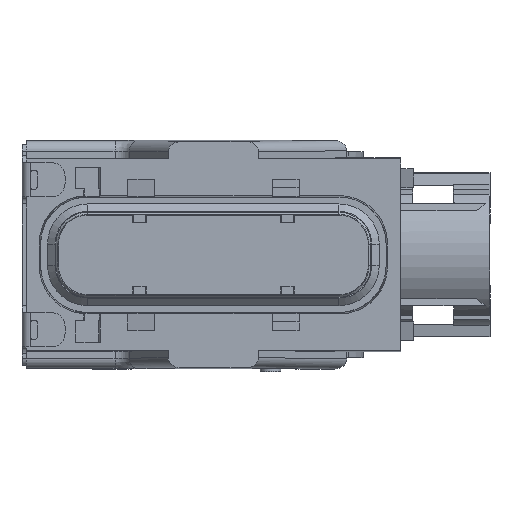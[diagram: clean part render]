
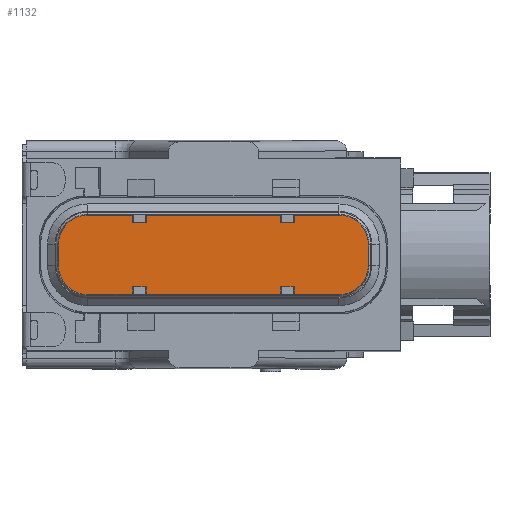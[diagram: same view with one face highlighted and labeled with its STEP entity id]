
A CAD part, front view. The second image highlights one B-rep face of the part: STEP entity #1132.
In plain terms, the highlighted planar face has unit normal (0, -1, 0).
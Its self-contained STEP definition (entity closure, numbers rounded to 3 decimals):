
#672=ELLIPSE('',#12145,4.2,4.2);
#673=ELLIPSE('',#12146,4.2,4.2);
#674=ELLIPSE('',#12147,4.2,4.2);
#675=ELLIPSE('',#12148,4.2,4.2);
#1132=ADVANCED_FACE('',(#2087),#1606,.F.);
#1606=PLANE('',#12149);
#2087=FACE_OUTER_BOUND('',#2667,.T.);
#2667=EDGE_LOOP('',(#5492,#5493,#5494,#5495,#5496,#5497,#5498,#5499,#5500,
#5501,#5502,#5503,#5504,#5505,#5506,#5507,#5508,#5509,#5510,#5511,#5512,
#5513,#5514,#5515));
#5492=ORIENTED_EDGE('',*,*,#8698,.F.);
#5493=ORIENTED_EDGE('',*,*,#8682,.F.);
#5494=ORIENTED_EDGE('',*,*,#8666,.F.);
#5495=ORIENTED_EDGE('',*,*,#8674,.F.);
#5496=ORIENTED_EDGE('',*,*,#8699,.F.);
#5497=ORIENTED_EDGE('',*,*,#8676,.F.);
#5498=ORIENTED_EDGE('',*,*,#8662,.F.);
#5499=ORIENTED_EDGE('',*,*,#8681,.F.);
#5500=ORIENTED_EDGE('',*,*,#8700,.T.);
#5501=ORIENTED_EDGE('',*,*,#8701,.T.);
#5502=ORIENTED_EDGE('',*,*,#8702,.T.);
#5503=ORIENTED_EDGE('',*,*,#8703,.F.);
#5504=ORIENTED_EDGE('',*,*,#8704,.T.);
#5505=ORIENTED_EDGE('',*,*,#8696,.F.);
#5506=ORIENTED_EDGE('',*,*,#8658,.F.);
#5507=ORIENTED_EDGE('',*,*,#8688,.F.);
#5508=ORIENTED_EDGE('',*,*,#8705,.F.);
#5509=ORIENTED_EDGE('',*,*,#8690,.F.);
#5510=ORIENTED_EDGE('',*,*,#8654,.F.);
#5511=ORIENTED_EDGE('',*,*,#8695,.F.);
#5512=ORIENTED_EDGE('',*,*,#8706,.F.);
#5513=ORIENTED_EDGE('',*,*,#8707,.T.);
#5514=ORIENTED_EDGE('',*,*,#8708,.T.);
#5515=ORIENTED_EDGE('',*,*,#8709,.F.);
#7109=VERTEX_POINT('',#18672);
#7110=VERTEX_POINT('',#18673);
#7113=VERTEX_POINT('',#18681);
#7114=VERTEX_POINT('',#18682);
#7117=VERTEX_POINT('',#18690);
#7118=VERTEX_POINT('',#18691);
#7121=VERTEX_POINT('',#18699);
#7122=VERTEX_POINT('',#18700);
#7127=VERTEX_POINT('',#18714);
#7129=VERTEX_POINT('',#18720);
#7131=VERTEX_POINT('',#18728);
#7132=VERTEX_POINT('',#18732);
#7135=VERTEX_POINT('',#18742);
#7137=VERTEX_POINT('',#18748);
#7139=VERTEX_POINT('',#18756);
#7140=VERTEX_POINT('',#18760);
#7141=VERTEX_POINT('',#18764);
#7142=VERTEX_POINT('',#18767);
#7143=VERTEX_POINT('',#18769);
#7144=VERTEX_POINT('',#18771);
#7145=VERTEX_POINT('',#18773);
#7146=VERTEX_POINT('',#18777);
#7147=VERTEX_POINT('',#18779);
#7148=VERTEX_POINT('',#18781);
#8654=EDGE_CURVE('',#7109,#7110,#9977,.T.);
#8658=EDGE_CURVE('',#7113,#7114,#9981,.T.);
#8662=EDGE_CURVE('',#7117,#7118,#9985,.T.);
#8666=EDGE_CURVE('',#7121,#7122,#9989,.T.);
#8674=EDGE_CURVE('',#7127,#7121,#9997,.T.);
#8676=EDGE_CURVE('',#7118,#7129,#9999,.T.);
#8681=EDGE_CURVE('',#7131,#7117,#10004,.T.);
#8682=EDGE_CURVE('',#7122,#7132,#10005,.T.);
#8688=EDGE_CURVE('',#7135,#7113,#10011,.T.);
#8690=EDGE_CURVE('',#7110,#7137,#10013,.T.);
#8695=EDGE_CURVE('',#7139,#7109,#10018,.T.);
#8696=EDGE_CURVE('',#7114,#7140,#10019,.T.);
#8698=EDGE_CURVE('',#7132,#7141,#10021,.T.);
#8699=EDGE_CURVE('',#7129,#7127,#10022,.T.);
#8700=EDGE_CURVE('',#7131,#7142,#10023,.T.);
#8701=EDGE_CURVE('',#7142,#7143,#672,.T.);
#8702=EDGE_CURVE('',#7143,#7144,#10024,.T.);
#8703=EDGE_CURVE('',#7145,#7144,#673,.T.);
#8704=EDGE_CURVE('',#7145,#7140,#10025,.T.);
#8705=EDGE_CURVE('',#7137,#7135,#10026,.T.);
#8706=EDGE_CURVE('',#7146,#7139,#10027,.T.);
#8707=EDGE_CURVE('',#7146,#7147,#674,.T.);
#8708=EDGE_CURVE('',#7147,#7148,#10028,.T.);
#8709=EDGE_CURVE('',#7141,#7148,#675,.T.);
#9977=LINE('',#18671,#11210);
#9981=LINE('',#18680,#11214);
#9985=LINE('',#18689,#11218);
#9989=LINE('',#18698,#11222);
#9997=LINE('',#18715,#11230);
#9999=LINE('',#18719,#11232);
#10004=LINE('',#18729,#11237);
#10005=LINE('',#18731,#11238);
#10011=LINE('',#18743,#11244);
#10013=LINE('',#18747,#11246);
#10018=LINE('',#18757,#11251);
#10019=LINE('',#18759,#11252);
#10021=LINE('',#18763,#11254);
#10022=LINE('',#18765,#11255);
#10023=LINE('',#18766,#11256);
#10024=LINE('',#18770,#11257);
#10025=LINE('',#18774,#11258);
#10026=LINE('',#18775,#11259);
#10027=LINE('',#18776,#11260);
#10028=LINE('',#18780,#11261);
#11210=VECTOR('',#14849,1.);
#11214=VECTOR('',#14855,1.);
#11218=VECTOR('',#14861,1.);
#11222=VECTOR('',#14867,1.);
#11230=VECTOR('',#14879,1.);
#11232=VECTOR('',#14883,1.);
#11237=VECTOR('',#14892,1.);
#11238=VECTOR('',#14895,1.);
#11244=VECTOR('',#14905,1.);
#11246=VECTOR('',#14909,1.);
#11251=VECTOR('',#14918,1.);
#11252=VECTOR('',#14921,1.);
#11254=VECTOR('',#14925,1.);
#11255=VECTOR('',#14926,1.);
#11256=VECTOR('',#14927,1.);
#11257=VECTOR('',#14930,1.);
#11258=VECTOR('',#14933,1.);
#11259=VECTOR('',#14934,1.);
#11260=VECTOR('',#14935,1.);
#11261=VECTOR('',#14938,1.);
#12145=AXIS2_PLACEMENT_3D('',#18768,#14928,#14929);
#12146=AXIS2_PLACEMENT_3D('',#18772,#14931,#14932);
#12147=AXIS2_PLACEMENT_3D('',#18778,#14936,#14937);
#12148=AXIS2_PLACEMENT_3D('',#18782,#14939,#14940);
#12149=AXIS2_PLACEMENT_3D('',#18783,#14941,#14942);
#14849=DIRECTION('',(1.,0.,0.));
#14855=DIRECTION('',(1.,0.,0.));
#14861=DIRECTION('',(-1.,0.,0.));
#14867=DIRECTION('',(-1.,0.,0.));
#14879=DIRECTION('',(0.,0.,1.));
#14883=DIRECTION('',(0.,0.,-1.));
#14892=DIRECTION('',(0.,0.,1.));
#14895=DIRECTION('',(0.,0.,-1.));
#14905=DIRECTION('',(0.,0.,-1.));
#14909=DIRECTION('',(0.,0.,1.));
#14918=DIRECTION('',(0.,0.,-1.));
#14921=DIRECTION('',(0.,0.,1.));
#14925=DIRECTION('',(-1.,0.,0.));
#14926=DIRECTION('',(-1.,0.,0.));
#14927=DIRECTION('',(1.,0.,0.));
#14928=DIRECTION('',(0.,-1.,0.));
#14929=DIRECTION('',(-0.707,0.,0.707));
#14930=DIRECTION('',(0.,0.,1.));
#14931=DIRECTION('',(0.,1.,0.));
#14932=DIRECTION('',(-0.707,0.,-0.707));
#14933=DIRECTION('',(-1.,0.,0.));
#14934=DIRECTION('',(1.,0.,0.));
#14935=DIRECTION('',(1.,0.,0.));
#14936=DIRECTION('',(0.,-1.,0.));
#14937=DIRECTION('',(0.707,0.,-0.707));
#14938=DIRECTION('',(0.,0.,-1.));
#14939=DIRECTION('',(0.,1.,0.));
#14940=DIRECTION('',(0.707,0.,0.707));
#14941=DIRECTION('',(0.,1.,0.));
#14942=DIRECTION('',(0.,0.,1.));
#18671=CARTESIAN_POINT('',(51.983,-2.915,-7.978));
#18672=CARTESIAN_POINT('',(17.742,-2.915,-7.978));
#18673=CARTESIAN_POINT('',(19.725,-2.915,-7.978));
#18680=CARTESIAN_POINT('',(51.983,-2.915,-7.978));
#18681=CARTESIAN_POINT('',(39.242,-2.915,-7.978));
#18682=CARTESIAN_POINT('',(41.225,-2.915,-7.978));
#18689=CARTESIAN_POINT('',(51.983,-2.915,-17.218));
#18690=CARTESIAN_POINT('',(41.225,-2.915,-17.218));
#18691=CARTESIAN_POINT('',(39.242,-2.915,-17.218));
#18698=CARTESIAN_POINT('',(51.983,-2.915,-17.218));
#18699=CARTESIAN_POINT('',(19.725,-2.915,-17.218));
#18700=CARTESIAN_POINT('',(17.742,-2.915,-17.218));
#18714=CARTESIAN_POINT('',(19.725,-2.915,-18.368));
#18715=CARTESIAN_POINT('',(19.725,-2.915,-6.828));
#18719=CARTESIAN_POINT('',(39.242,-2.915,-6.828));
#18720=CARTESIAN_POINT('',(39.242,-2.915,-18.368));
#18728=CARTESIAN_POINT('',(41.225,-2.915,-18.368));
#18729=CARTESIAN_POINT('',(41.225,-2.915,-6.828));
#18731=CARTESIAN_POINT('',(17.742,-2.915,-6.828));
#18732=CARTESIAN_POINT('',(17.742,-2.915,-18.368));
#18742=CARTESIAN_POINT('',(39.242,-2.915,-6.828));
#18743=CARTESIAN_POINT('',(39.242,-2.915,-6.828));
#18747=CARTESIAN_POINT('',(19.725,-2.915,-6.828));
#18748=CARTESIAN_POINT('',(19.725,-2.915,-6.828));
#18756=CARTESIAN_POINT('',(17.742,-2.915,-6.828));
#18757=CARTESIAN_POINT('',(17.742,-2.915,-6.828));
#18759=CARTESIAN_POINT('',(41.225,-2.915,-6.828));
#18760=CARTESIAN_POINT('',(41.225,-2.915,-6.828));
#18763=CARTESIAN_POINT('',(51.983,-2.915,-18.368));
#18764=CARTESIAN_POINT('',(11.183,-2.915,-18.368));
#18765=CARTESIAN_POINT('',(51.983,-2.915,-18.368));
#18766=CARTESIAN_POINT('',(51.983,-2.915,-18.368));
#18767=CARTESIAN_POINT('',(47.783,-2.915,-18.368));
#18768=CARTESIAN_POINT('',(47.783,-2.915,-14.168));
#18769=CARTESIAN_POINT('',(51.983,-2.915,-14.168));
#18770=CARTESIAN_POINT('',(51.983,-2.915,-6.828));
#18771=CARTESIAN_POINT('',(51.983,-2.915,-11.028));
#18772=CARTESIAN_POINT('',(47.783,-2.915,-11.028));
#18773=CARTESIAN_POINT('',(47.783,-2.915,-6.828));
#18774=CARTESIAN_POINT('',(51.983,-2.915,-6.828));
#18775=CARTESIAN_POINT('',(51.983,-2.915,-6.828));
#18776=CARTESIAN_POINT('',(6.983,-2.915,-6.828));
#18777=CARTESIAN_POINT('',(11.183,-2.915,-6.828));
#18778=CARTESIAN_POINT('',(11.183,-2.915,-11.028));
#18779=CARTESIAN_POINT('',(6.983,-2.915,-11.028));
#18780=CARTESIAN_POINT('',(6.983,-2.915,-18.368));
#18781=CARTESIAN_POINT('',(6.983,-2.915,-14.168));
#18782=CARTESIAN_POINT('',(11.183,-2.915,-14.168));
#18783=CARTESIAN_POINT('',(51.983,-2.915,-6.828));
